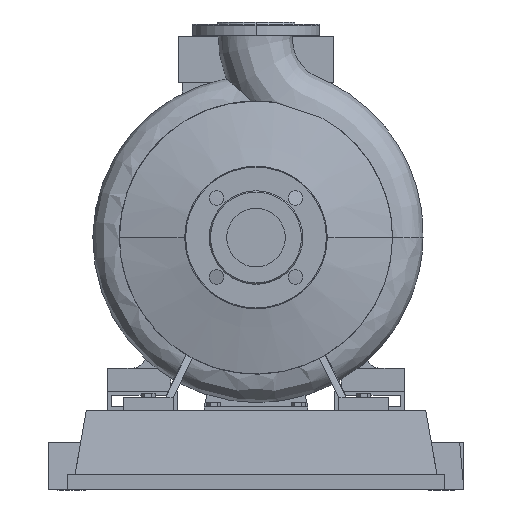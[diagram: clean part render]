
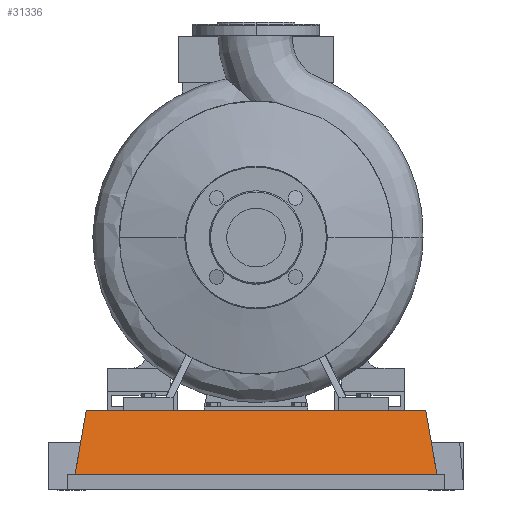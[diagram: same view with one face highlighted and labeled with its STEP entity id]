
A CAD part, left-side view. The second image highlights one B-rep face of the part: STEP entity #31336.
In plain terms, the highlighted planar face has unit normal (-0.985, 0, 0.174).
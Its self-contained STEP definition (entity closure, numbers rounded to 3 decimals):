
#29221=CARTESIAN_POINT('',(-82.5,-235.,20.6));
#29222=VERTEX_POINT('',#29221);
#29229=CARTESIAN_POINT('',(-82.5,235.0,20.6));
#29230=VERTEX_POINT('',#29229);
#29231=CARTESIAN_POINT('',(-82.5,-235.,20.6));
#29232=DIRECTION('',(0.0,1.0,0.0));
#29233=VECTOR('',#29232,470.0);
#29234=LINE('',#29231,#29233);
#29235=EDGE_CURVE('',#29222,#29230,#29234,.T.);
#31070=CARTESIAN_POINT('',(-67.971,-220.471,103.0));
#31071=VERTEX_POINT('',#31070);
#31078=CARTESIAN_POINT('',(-82.5,-235.,20.6));
#31079=DIRECTION('',(0.171,0.171,0.97));
#31080=VECTOR('',#31079,84.923);
#31081=LINE('',#31078,#31080);
#31082=EDGE_CURVE('',#29222,#31071,#31081,.T.);
#31313=CARTESIAN_POINT('',(-82.5,-235.,20.6));
#31314=DIRECTION('',(-0.985,0.,0.174));
#31315=DIRECTION('',(0.0,-1.0,0.0));
#31316=AXIS2_PLACEMENT_3D('',#31313,#31314,#31315);
#31317=PLANE('',#31316);
#31318=CARTESIAN_POINT('',(-67.971,220.471,103.0));
#31319=VERTEX_POINT('',#31318);
#31320=CARTESIAN_POINT('',(-67.971,-220.471,103.0));
#31321=DIRECTION('',(0.0,1.0,0.0));
#31322=VECTOR('',#31321,440.941);
#31323=LINE('',#31320,#31322);
#31324=EDGE_CURVE('',#31071,#31319,#31323,.T.);
#31325=ORIENTED_EDGE('',*,*,#31324,.T.);
#31326=CARTESIAN_POINT('',(-82.5,235.0,20.6));
#31327=DIRECTION('',(0.171,-0.171,0.97));
#31328=VECTOR('',#31327,84.923);
#31329=LINE('',#31326,#31328);
#31330=EDGE_CURVE('',#29230,#31319,#31329,.T.);
#31331=ORIENTED_EDGE('',*,*,#31330,.F.);
#31332=ORIENTED_EDGE('',*,*,#29235,.F.);
#31333=ORIENTED_EDGE('',*,*,#31082,.T.);
#31334=EDGE_LOOP('',(#31325,#31331,#31332,#31333));
#31335=FACE_OUTER_BOUND('',#31334,.T.);
#31336=ADVANCED_FACE('',(#31335),#31317,.T.);
